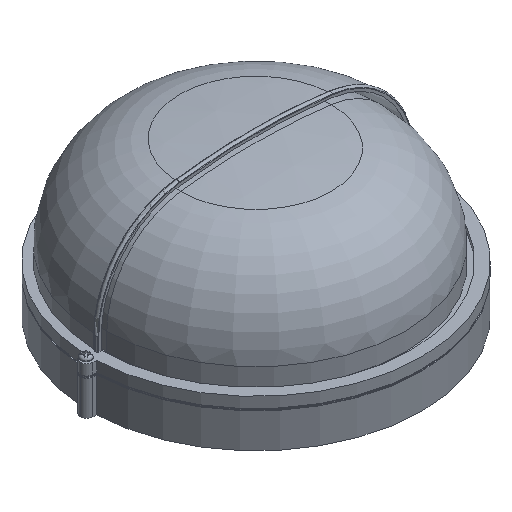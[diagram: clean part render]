
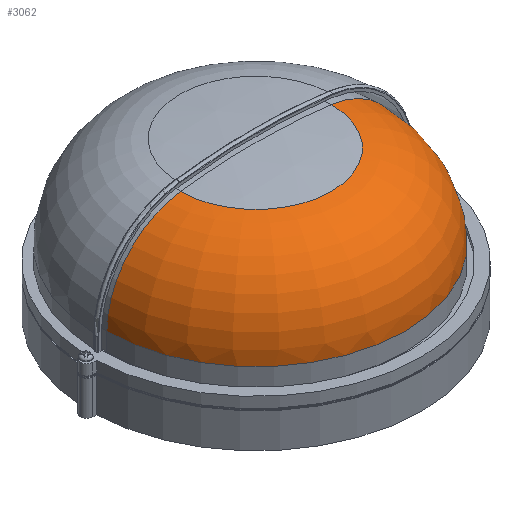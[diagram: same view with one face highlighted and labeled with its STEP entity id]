
A CAD part, isometric view. The second image highlights one B-rep face of the part: STEP entity #3062.
In plain terms, the highlighted toroidal (fillet/blend) face has major radius 46.469 mm and minor radius 61.031 mm.
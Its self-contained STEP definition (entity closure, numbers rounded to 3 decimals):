
#257 = CARTESIAN_POINT ( 'NONE',  ( -107.5, 0., 44. ) ) ;
#448 = CARTESIAN_POINT ( 'NONE',  ( 46.469, 0., 44. ) ) ;
#464 = VERTEX_POINT ( 'NONE', #2825 ) ;
#807 = DIRECTION ( 'NONE',  ( -1., 0., 0. ) ) ;
#808 = VERTEX_POINT ( 'NONE', #257 ) ;
#833 = CARTESIAN_POINT ( 'NONE',  ( 0., 0., 104.535 ) ) ;
#956 = DIRECTION ( 'NONE',  ( 0., 0., -1. ) ) ;
#1026 = AXIS2_PLACEMENT_3D ( 'NONE', #833, #3258, #1194 ) ;
#1031 = CIRCLE ( 'NONE', #3122, 107.5 ) ;
#1194 = DIRECTION ( 'NONE',  ( -1., 0., 0. ) ) ;
#1254 = ORIENTED_EDGE ( 'NONE', *, *, #2659, .T. ) ;
#1297 = CARTESIAN_POINT ( 'NONE',  ( 0., 0., 44. ) ) ;
#1306 = DIRECTION ( 'NONE',  ( -1., 0., 0. ) ) ;
#1330 = EDGE_LOOP ( 'NONE', ( #1654, #4214, #1254, #2440 ) ) ;
#1353 = EDGE_CURVE ( 'NONE', #3826, #464, #2074, .T. ) ;
#1640 = DIRECTION ( 'NONE',  ( -1., 0., 0. ) ) ;
#1654 = ORIENTED_EDGE ( 'NONE', *, *, #1353, .F. ) ;
#1741 = AXIS2_PLACEMENT_3D ( 'NONE', #1953, #4373, #2291 ) ;
#1747 = EDGE_CURVE ( 'NONE', #3826, #2737, #3402, .T. ) ;
#1953 = CARTESIAN_POINT ( 'NONE',  ( -46.469, 0., 44. ) ) ;
#2074 = CIRCLE ( 'NONE', #2575, 61.031 ) ;
#2125 = CARTESIAN_POINT ( 'NONE',  ( -54.236, 0., 104.535 ) ) ;
#2291 = DIRECTION ( 'NONE',  ( 0., 0., -1. ) ) ;
#2366 = FACE_OUTER_BOUND ( 'NONE', #1330, .T. ) ;
#2440 = ORIENTED_EDGE ( 'NONE', *, *, #2702, .F. ) ;
#2575 = AXIS2_PLACEMENT_3D ( 'NONE', #448, #2871, #807 ) ;
#2659 = EDGE_CURVE ( 'NONE', #2737, #808, #3885, .T. ) ;
#2702 = EDGE_CURVE ( 'NONE', #464, #808, #1031, .T. ) ;
#2737 = VERTEX_POINT ( 'NONE', #2125 ) ;
#2825 = CARTESIAN_POINT ( 'NONE',  ( 107.5, 0., 44. ) ) ;
#2871 = DIRECTION ( 'NONE',  ( 0., 1., 0. ) ) ;
#3007 = CARTESIAN_POINT ( 'NONE',  ( 0., 0., 44. ) ) ;
#3062 = ADVANCED_FACE ( 'NONE', ( #2366 ), #3294, .T. ) ;
#3122 = AXIS2_PLACEMENT_3D ( 'NONE', #1297, #3707, #1640 ) ;
#3258 = DIRECTION ( 'NONE',  ( 0., 0., -1. ) ) ;
#3294 = TOROIDAL_SURFACE ( 'NONE', #4122, 46.469, 61.031 ) ;
#3402 = CIRCLE ( 'NONE', #1026, 54.236 ) ;
#3707 = DIRECTION ( 'NONE',  ( 0., 0., -1. ) ) ;
#3806 = CARTESIAN_POINT ( 'NONE',  ( 54.236, 0., 104.535 ) ) ;
#3826 = VERTEX_POINT ( 'NONE', #3806 ) ;
#3885 = CIRCLE ( 'NONE', #1741, 61.031 ) ;
#4122 = AXIS2_PLACEMENT_3D ( 'NONE', #3007, #956, #1306 ) ;
#4214 = ORIENTED_EDGE ( 'NONE', *, *, #1747, .T. ) ;
#4373 = DIRECTION ( 'NONE',  ( 0., -1., 0. ) ) ;
